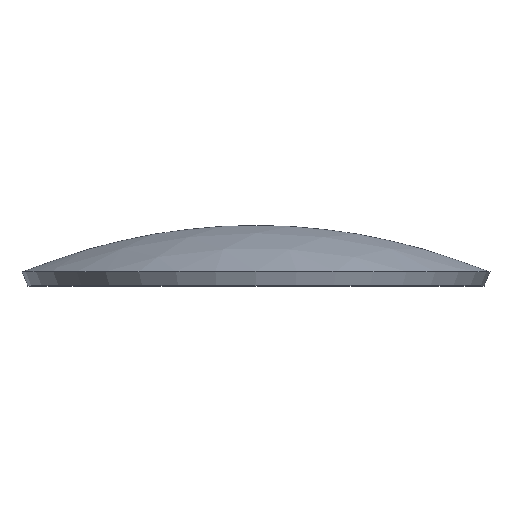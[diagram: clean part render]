
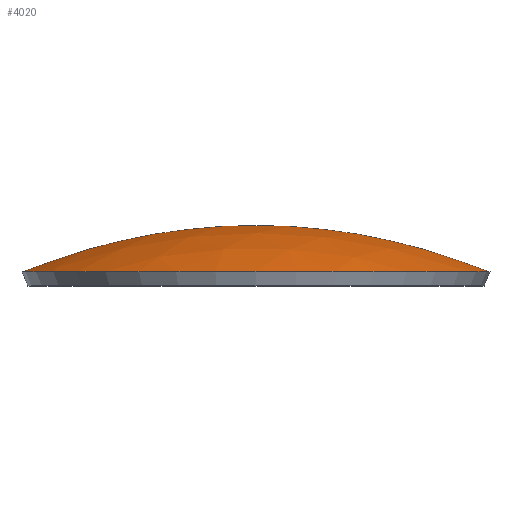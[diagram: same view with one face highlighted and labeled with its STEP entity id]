
A CAD part, top view. The second image highlights one B-rep face of the part: STEP entity #4020.
In plain terms, the highlighted spherical face has radius 97.904 mm.
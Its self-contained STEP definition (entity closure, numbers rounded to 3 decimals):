
#565 = EDGE_LOOP ( 'NONE', ( #6178 ) ) ;
#867 = FACE_OUTER_BOUND ( 'NONE', #565, .T. ) ;
#921 = CIRCLE ( 'NONE', #9112, 38.05 ) ;
#2122 = SPHERICAL_SURFACE ( 'NONE', #8419, 97.904 ) ;
#2340 = CARTESIAN_POINT ( 'NONE',  ( 38.05, 2.303, 0. ) ) ;
#2916 = VERTEX_POINT ( 'NONE', #2340 ) ;
#3038 = DIRECTION ( 'NONE',  ( 0., 0., 1. ) ) ;
#3492 = DIRECTION ( 'NONE',  ( 1., 0., 0. ) ) ;
#4020 = ADVANCED_FACE ( 'NONE', ( #867 ), #2122, .T. ) ;
#6178 = ORIENTED_EDGE ( 'NONE', *, *, #9703, .F. ) ;
#6579 = DIRECTION ( 'NONE',  ( 1., 0., 0. ) ) ;
#8419 = AXIS2_PLACEMENT_3D ( 'NONE', #9353, #3038, #6579 ) ;
#9112 = AXIS2_PLACEMENT_3D ( 'NONE', #10688, #10820, #3492 ) ;
#9353 = CARTESIAN_POINT ( 'NONE',  ( 0., -87.904, 0. ) ) ;
#9703 = EDGE_CURVE ( 'NONE', #2916, #2916, #921, .T. ) ;
#10688 = CARTESIAN_POINT ( 'NONE',  ( 0., 2.303, 0. ) ) ;
#10820 = DIRECTION ( 'NONE',  ( 0., -1., 0. ) ) ;
